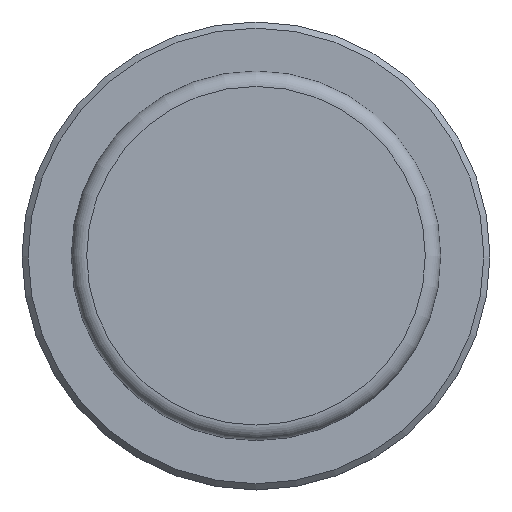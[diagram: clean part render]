
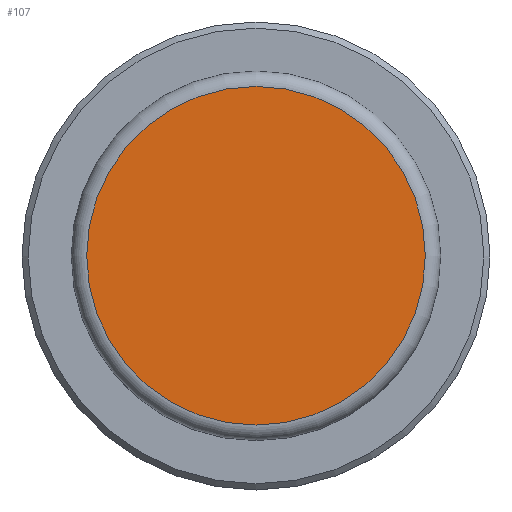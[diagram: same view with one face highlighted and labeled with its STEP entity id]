
A CAD part, top view. The second image highlights one B-rep face of the part: STEP entity #107.
In plain terms, the highlighted planar face has unit normal (0, 0, 1).
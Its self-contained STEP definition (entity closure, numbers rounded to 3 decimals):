
#18=PLANE('',#134);
#33=FACE_OUTER_BOUND('',#41,.T.);
#41=EDGE_LOOP('',(#88));
#50=CIRCLE('',#130,5.5);
#59=VERTEX_POINT('',#189);
#67=EDGE_CURVE('',#59,#59,#50,.T.);
#88=ORIENTED_EDGE('',*,*,#67,.F.);
#107=ADVANCED_FACE('',(#33),#18,.T.);
#130=AXIS2_PLACEMENT_3D('',#191,#152,#153);
#134=AXIS2_PLACEMENT_3D('',#197,#161,#162);
#152=DIRECTION('center_axis',(0.,0.,
-1.));
#153=DIRECTION('ref_axis',(0.,-1.,0.));
#161=DIRECTION('center_axis',(0.,0.,
1.));
#162=DIRECTION('ref_axis',(0.,-1.,0.));
#189=CARTESIAN_POINT('',(-107.725,0.,5.4));
#191=CARTESIAN_POINT('Origin',(-113.225,0.,5.4));
#197=CARTESIAN_POINT('Origin',(-113.225,0.,5.4));
